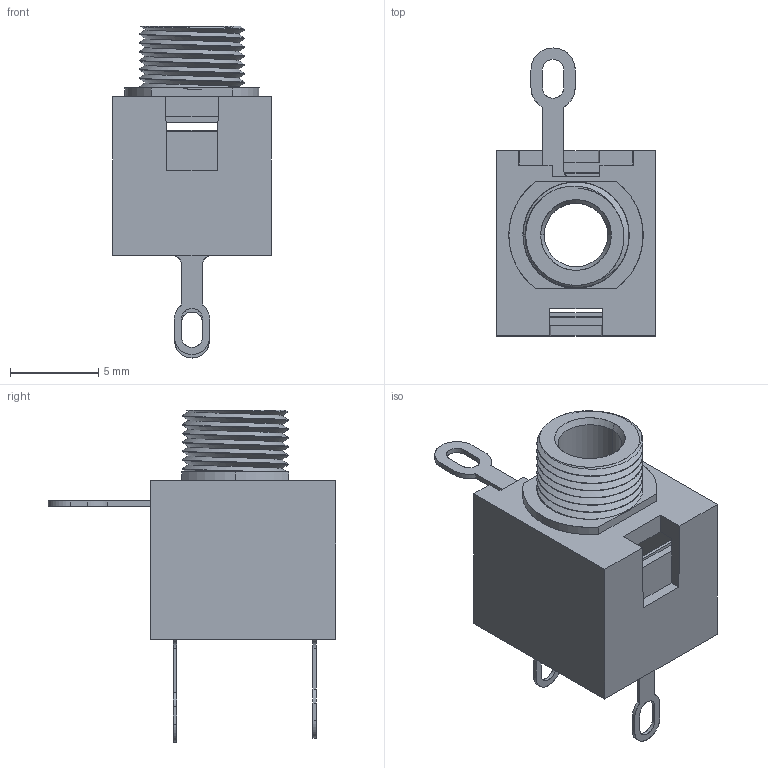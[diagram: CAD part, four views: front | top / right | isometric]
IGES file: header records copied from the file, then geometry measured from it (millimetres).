
Start section: SolidWorks IGES file using analytic representation for surfaces
Global section: file name: STPX-3501-3C-1_rA0.IGS; native system: SolidWorks 2018; preprocessor: SolidWorks 2018; author: Garrett; date: 180905.095411; units: millimetre
Bounding box: 9 x 16.3 x 18.8 mm (x, y, z)
Surface area: 1248.4 mm2 (no closed solid volume)
Topology: 0 solids, 0 shells, 125 faces, 1389 edges, 1389 vertices
Faces by surface type: bspline 80, revolution 45
